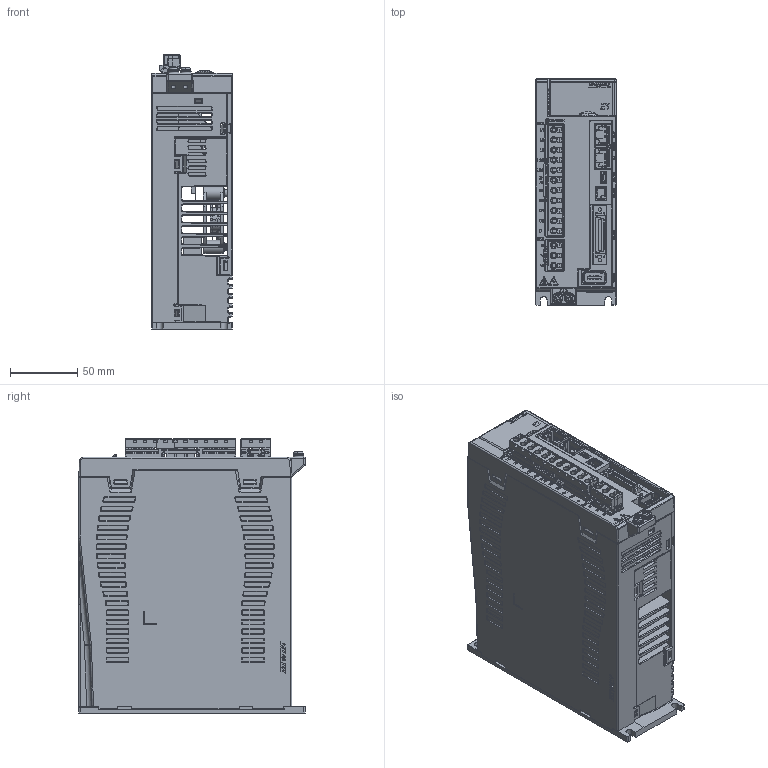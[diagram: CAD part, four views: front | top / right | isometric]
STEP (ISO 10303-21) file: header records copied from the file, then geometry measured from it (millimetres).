
FILE_DESCRIPTION (( 'STEP AP203' ), '1' );
FILE_NAME ('ED1F-xx-10xx-xx_20190703.STEP', '2019-07-03T03:05:24', ( 'user' ), ( 'Hewlett-Packard Company' ), 'SwSTEP 2.0', 'SolidWorks 2015', '' );
FILE_SCHEMA (( 'CONFIG_CONTROL_DESIGN' ));
Products named in the file (1): ED1F-xx-10xx-xx_20190703
Bounding box: 60 x 168 x 203.4 mm (x, y, z)
Surface area: 304200.2 mm2 (no closed solid volume)
Topology: 0 solids, 154 shells, 3647 faces, 18484 edges, 14636 vertices
Faces by surface type: plane 2065, cylinder 633, cone 569, bspline 270, torus 85, sphere 25
Entity records: 197364 total; most frequent: CARTESIAN_POINT 60313, ORIENTED_EDGE 26418, DIRECTION 25112, EDGE_CURVE 18475, VERTEX_POINT 14636, VECTOR 12582, LINE 12582, AXIS2_PLACEMENT_3D 6265
